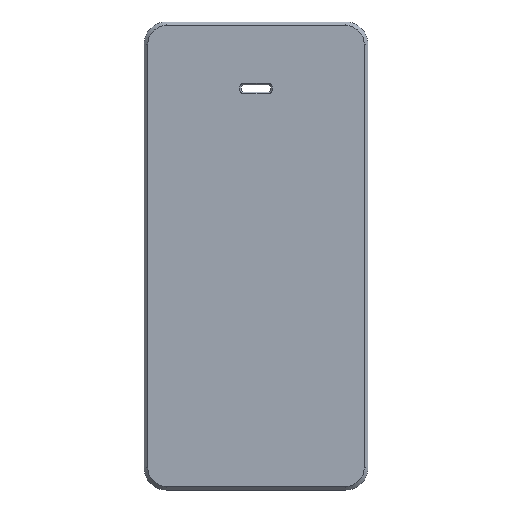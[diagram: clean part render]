
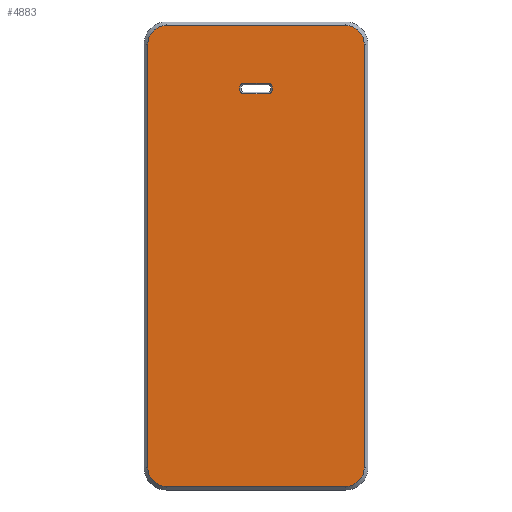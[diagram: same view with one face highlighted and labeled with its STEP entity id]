
A CAD part, top view. The second image highlights one B-rep face of the part: STEP entity #4883.
In plain terms, the highlighted planar face has unit normal (0, 0, 1).
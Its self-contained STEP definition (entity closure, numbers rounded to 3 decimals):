
#33=FACE_BOUND('',#700,.T.);
#159=PLANE('',#5265);
#379=FACE_OUTER_BOUND('',#699,.T.);
#699=EDGE_LOOP('',(#3599,#3600,#3601,#3602,#3603,#3604,#3605,#3606));
#700=EDGE_LOOP('',(#3607,#3608,#3609,#3610,#3611,#3612,#3613,#3614));
#1052=LINE('',#7509,#1552);
#1057=LINE('',#7523,#1557);
#1061=LINE('',#7535,#1561);
#1065=LINE('',#7547,#1565);
#1074=LINE('',#7573,#1574);
#1075=LINE('',#7577,#1575);
#1076=LINE('',#7581,#1576);
#1077=LINE('',#7585,#1577);
#1552=VECTOR('',#5957,10.);
#1557=VECTOR('',#5970,10.);
#1561=VECTOR('',#5982,10.);
#1565=VECTOR('',#5994,10.);
#1574=VECTOR('',#6023,10.);
#1575=VECTOR('',#6026,10.);
#1576=VECTOR('',#6029,10.);
#1577=VECTOR('',#6032,10.);
#2000=CIRCLE('',#5246,0.5);
#2002=CIRCLE('',#5250,0.5);
#2004=CIRCLE('',#5254,0.5);
#2006=CIRCLE('',#5258,0.5);
#2009=CIRCLE('',#5266,2.5);
#2010=CIRCLE('',#5267,2.5);
#2011=CIRCLE('',#5268,2.5);
#2012=CIRCLE('',#5269,2.5);
#2236=VERTEX_POINT('',#7506);
#2237=VERTEX_POINT('',#7508);
#2240=VERTEX_POINT('',#7516);
#2242=VERTEX_POINT('',#7521);
#2244=VERTEX_POINT('',#7528);
#2246=VERTEX_POINT('',#7533);
#2248=VERTEX_POINT('',#7540);
#2250=VERTEX_POINT('',#7545);
#2256=VERTEX_POINT('',#7571);
#2257=VERTEX_POINT('',#7572);
#2258=VERTEX_POINT('',#7574);
#2259=VERTEX_POINT('',#7576);
#2260=VERTEX_POINT('',#7578);
#2261=VERTEX_POINT('',#7580);
#2262=VERTEX_POINT('',#7582);
#2263=VERTEX_POINT('',#7584);
#2716=EDGE_CURVE('',#2236,#2237,#1052,.T.);
#2721=EDGE_CURVE('',#2240,#2236,#2000,.T.);
#2723=EDGE_CURVE('',#2242,#2240,#1057,.T.);
#2727=EDGE_CURVE('',#2244,#2242,#2002,.T.);
#2729=EDGE_CURVE('',#2246,#2244,#1061,.T.);
#2733=EDGE_CURVE('',#2248,#2246,#2004,.T.);
#2735=EDGE_CURVE('',#2250,#2248,#1065,.T.);
#2738=EDGE_CURVE('',#2237,#2250,#2006,.T.);
#2748=EDGE_CURVE('',#2256,#2257,#1074,.T.);
#2749=EDGE_CURVE('',#2258,#2256,#2009,.T.);
#2750=EDGE_CURVE('',#2259,#2258,#1075,.T.);
#2751=EDGE_CURVE('',#2260,#2259,#2010,.T.);
#2752=EDGE_CURVE('',#2261,#2260,#1076,.T.);
#2753=EDGE_CURVE('',#2262,#2261,#2011,.T.);
#2754=EDGE_CURVE('',#2263,#2262,#1077,.T.);
#2755=EDGE_CURVE('',#2257,#2263,#2012,.T.);
#3599=ORIENTED_EDGE('',*,*,#2748,.F.);
#3600=ORIENTED_EDGE('',*,*,#2749,.F.);
#3601=ORIENTED_EDGE('',*,*,#2750,.F.);
#3602=ORIENTED_EDGE('',*,*,#2751,.F.);
#3603=ORIENTED_EDGE('',*,*,#2752,.F.);
#3604=ORIENTED_EDGE('',*,*,#2753,.F.);
#3605=ORIENTED_EDGE('',*,*,#2754,.F.);
#3606=ORIENTED_EDGE('',*,*,#2755,.F.);
#3607=ORIENTED_EDGE('',*,*,#2716,.F.);
#3608=ORIENTED_EDGE('',*,*,#2721,.F.);
#3609=ORIENTED_EDGE('',*,*,#2723,.F.);
#3610=ORIENTED_EDGE('',*,*,#2727,.F.);
#3611=ORIENTED_EDGE('',*,*,#2729,.F.);
#3612=ORIENTED_EDGE('',*,*,#2733,.F.);
#3613=ORIENTED_EDGE('',*,*,#2735,.F.);
#3614=ORIENTED_EDGE('',*,*,#2738,.F.);
#4883=ADVANCED_FACE('',(#379,#33),#159,.T.);
#5246=AXIS2_PLACEMENT_3D('',#7518,#5965,#5966);
#5250=AXIS2_PLACEMENT_3D('',#7530,#5977,#5978);
#5254=AXIS2_PLACEMENT_3D('',#7542,#5989,#5990);
#5258=AXIS2_PLACEMENT_3D('',#7551,#6000,#6001);
#5265=AXIS2_PLACEMENT_3D('',#7570,#6021,#6022);
#5266=AXIS2_PLACEMENT_3D('',#7575,#6024,#6025);
#5267=AXIS2_PLACEMENT_3D('',#7579,#6027,#6028);
#5268=AXIS2_PLACEMENT_3D('',#7583,#6030,#6031);
#5269=AXIS2_PLACEMENT_3D('',#7586,#6033,#6034);
#5957=DIRECTION('',(1.,0.,0.));
#5965=DIRECTION('center_axis',(0.,0.,1.));
#5966=DIRECTION('ref_axis',(-0.707,-0.707,0.));
#5970=DIRECTION('',(0.,-1.,0.));
#5977=DIRECTION('center_axis',(0.,0.,1.));
#5978=DIRECTION('ref_axis',(-0.707,0.707,0.));
#5982=DIRECTION('',(-1.,0.,0.));
#5989=DIRECTION('center_axis',(0.,0.,1.));
#5990=DIRECTION('ref_axis',(0.707,0.707,0.));
#5994=DIRECTION('',(0.,1.,0.));
#6000=DIRECTION('center_axis',(0.,0.,1.));
#6001=DIRECTION('ref_axis',(0.707,-0.707,0.));
#6021=DIRECTION('center_axis',(0.,0.,1.));
#6022=DIRECTION('ref_axis',(0.,-1.,0.));
#6023=DIRECTION('',(-1.,0.,0.));
#6024=DIRECTION('center_axis',(0.,0.,-1.));
#6025=DIRECTION('ref_axis',(0.707,-0.707,0.));
#6026=DIRECTION('',(0.,-1.,0.));
#6027=DIRECTION('center_axis',(0.,0.,-1.));
#6028=DIRECTION('ref_axis',(0.707,0.707,0.));
#6029=DIRECTION('',(1.,0.,0.));
#6030=DIRECTION('center_axis',(0.,0.,-1.));
#6031=DIRECTION('ref_axis',(-0.707,0.707,0.));
#6032=DIRECTION('',(0.,1.,0.));
#6033=DIRECTION('center_axis',(0.,0.,-1.));
#6034=DIRECTION('ref_axis',(-0.707,-0.707,0.));
#7506=CARTESIAN_POINT('',(11.339,48.527,0.476));
#7508=CARTESIAN_POINT('',(14.739,48.527,0.476));
#7509=CARTESIAN_POINT('',(13.039,48.527,0.476));
#7516=CARTESIAN_POINT('',(10.839,49.027,0.476));
#7518=CARTESIAN_POINT('Origin',(11.339,49.027,0.476));
#7521=CARTESIAN_POINT('',(10.839,49.427,0.476));
#7523=CARTESIAN_POINT('',(10.839,37.809,0.476));
#7528=CARTESIAN_POINT('',(11.339,49.927,0.476));
#7530=CARTESIAN_POINT('Origin',(11.339,49.427,0.476));
#7533=CARTESIAN_POINT('',(14.739,49.927,0.476));
#7535=CARTESIAN_POINT('',(13.039,49.927,0.476));
#7540=CARTESIAN_POINT('',(15.239,49.427,0.476));
#7542=CARTESIAN_POINT('Origin',(14.739,49.427,0.476));
#7545=CARTESIAN_POINT('',(15.239,49.027,0.476));
#7547=CARTESIAN_POINT('',(15.239,37.809,0.476));
#7551=CARTESIAN_POINT('Origin',(14.739,49.027,0.476));
#7570=CARTESIAN_POINT('Origin',(13.039,26.392,0.476));
#7571=CARTESIAN_POINT('',(25.276,-4.985,0.476));
#7572=CARTESIAN_POINT('',(0.802,-4.985,0.476));
#7573=CARTESIAN_POINT('',(13.039,-4.985,0.476));
#7574=CARTESIAN_POINT('',(27.776,-2.485,0.476));
#7575=CARTESIAN_POINT('Origin',(25.276,-2.485,0.476));
#7576=CARTESIAN_POINT('',(27.776,55.269,0.476));
#7577=CARTESIAN_POINT('',(27.776,26.392,0.476));
#7578=CARTESIAN_POINT('',(25.276,57.769,0.476));
#7579=CARTESIAN_POINT('Origin',(25.276,55.269,0.476));
#7580=CARTESIAN_POINT('',(0.802,57.769,0.476));
#7581=CARTESIAN_POINT('',(13.039,57.769,0.476));
#7582=CARTESIAN_POINT('',(-1.698,55.269,0.476));
#7583=CARTESIAN_POINT('Origin',(0.802,55.269,0.476));
#7584=CARTESIAN_POINT('',(-1.698,-2.485,0.476));
#7585=CARTESIAN_POINT('',(-1.698,26.392,0.476));
#7586=CARTESIAN_POINT('Origin',(0.802,-2.485,0.476));
